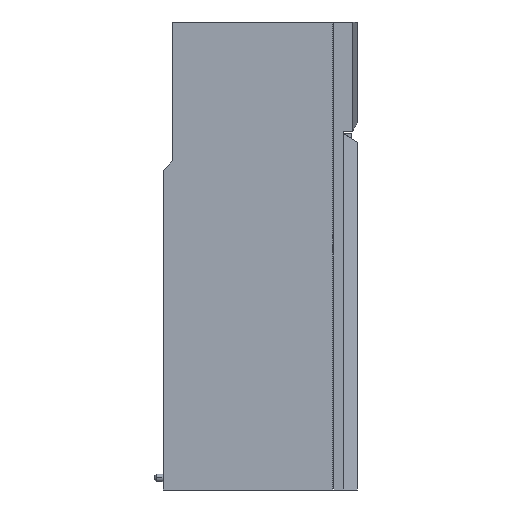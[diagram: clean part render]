
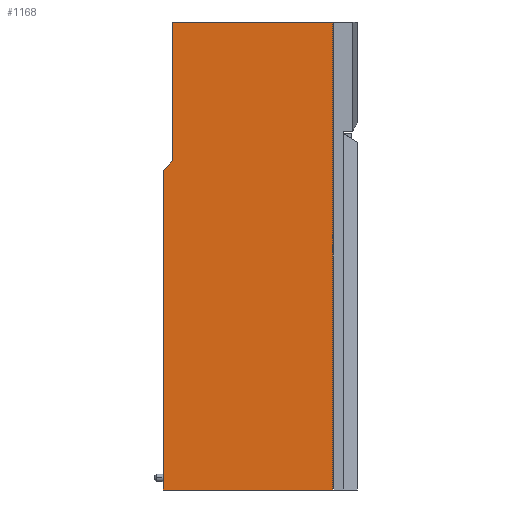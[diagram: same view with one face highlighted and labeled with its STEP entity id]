
A CAD part, left-side view. The second image highlights one B-rep face of the part: STEP entity #1168.
In plain terms, the highlighted planar face has unit normal (-1, 0, 0).
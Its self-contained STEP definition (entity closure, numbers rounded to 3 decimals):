
#1034=CARTESIAN_POINT('POINT6297',(-20.17,-90.6,250.));
#1035=VERTEX_POINT('VERTEX6297',#1034);
#1036=CARTESIAN_POINT('POINT6298',(-20.17,-90.6,0.));
#1037=VERTEX_POINT('VERTEX6298',#1036);
#1038=CARTESIAN_POINT('POS11823',(-20.17,-90.6,125.));
#1039=DIRECTION('DIR15428',(0.,0.,-1.));
#1040=VECTOR('VEC8218',#1039,25.4);
#1041=LINE('STRAIGHT8218',#1038,#1040);
#1042=EDGE_CURVE('EDGE9598',#1035,#1037,#1041,.T.);
#1076=CARTESIAN_POINT('POINT6302',(-20.17,-5.08,250.));
#1077=VERTEX_POINT('VERTEX6302',#1076);
#1084=CARTESIAN_POINT('POS11829',(-20.17,-45.3,250.));
#1085=DIRECTION('DIR15435',(0.,-1.,0.));
#1086=VECTOR('VEC8223',#1085,25.4);
#1087=LINE('STRAIGHT8223',#1084,#1086);
#1088=EDGE_CURVE('EDGE9603',#1077,#1035,#1087,.T.);
#1105=CARTESIAN_POINT('POINT6303',(-20.17,-5.08,175.83
   ));
#1106=VERTEX_POINT('VERTEX6303',#1105);
#1107=CARTESIAN_POINT('POS11832',(-20.17,-5.08,
   168.958));
#1108=DIRECTION('DIR15439',(0.,0.,-1.));
#1109=VECTOR('VEC8225',#1108,25.4);
#1110=LINE('STRAIGHT8225',#1107,#1109);
#1111=EDGE_CURVE('EDGE9605',#1077,#1106,#1110,.T.);
#1136=CARTESIAN_POINT('POINT6305',(-20.17,0.,170.75))
   ;
#1137=VERTEX_POINT('VERTEX6305',#1136);
#1138=CARTESIAN_POINT('POS11836',(-20.17,2.063,
   168.687));
#1139=DIRECTION('DIR15444',(0.,0.707,
   -0.707));
#1140=VECTOR('VEC8228',#1139,25.4);
#1141=LINE('STRAIGHT8228',#1138,#1140);
#1142=EDGE_CURVE('EDGE9608',#1106,#1137,#1141,.T.);
#1143=ORIENTED_EDGE('COEDGE19207',*,*,#1142,.T.);
#1144=CARTESIAN_POINT('POINT6306',(-20.17,0.,0.));
#1145=VERTEX_POINT('VERTEX6306',#1144);
#1146=CARTESIAN_POINT('POS11837',(-20.17,0.,125.));
#1147=DIRECTION('DIR15445',(0.,0.,-1.));
#1148=VECTOR('VEC8229',#1147,25.4);
#1149=LINE('STRAIGHT8229',#1146,#1148);
#1150=EDGE_CURVE('EDGE9609',#1137,#1145,#1149,.T.);
#1151=ORIENTED_EDGE('COEDGE19208',*,*,#1150,.T.);
#1152=CARTESIAN_POINT('POS11838',(-20.17,-45.3,0.));
#1153=DIRECTION('DIR15446',(0.,1.,0.));
#1154=VECTOR('VEC8230',#1153,25.4);
#1155=LINE('STRAIGHT8230',#1152,#1154);
#1156=EDGE_CURVE('EDGE9610',#1037,#1145,#1155,.T.);
#1157=ORIENTED_EDGE('COEDGE19209',*,*,#1156,.F.);
#1158=ORIENTED_EDGE('COEDGE19210',*,*,#1042,.F.);
#1159=ORIENTED_EDGE('COEDGE19211',*,*,#1088,.F.);
#1160=ORIENTED_EDGE('COEDGE19212',*,*,#1111,.T.);
#1161=EDGE_LOOP('NONE',(#1143,#1151,#1157,#1158,#1159,#1160));
#1162=FACE_BOUND('LOOP1',#1161,.T.);
#1163=CARTESIAN_POINT('POS11839',(-20.17,-45.3,125.));
#1164=DIRECTION('DIR15447',(1.,0.,0.));
#1165=DIRECTION('DIR15448',(0.,1.,0.));
#1166=AXIS2_PLACEMENT_3D('AXIS3609',#1163,#1164,#1165);
#1167=PLANE('PLANE2767',#1166);
#1168=ADVANCED_FACE('FACE3687',(#1162),#1167,.F.);
